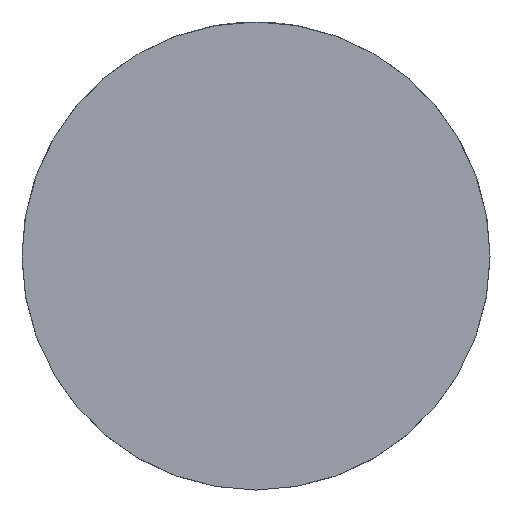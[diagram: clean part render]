
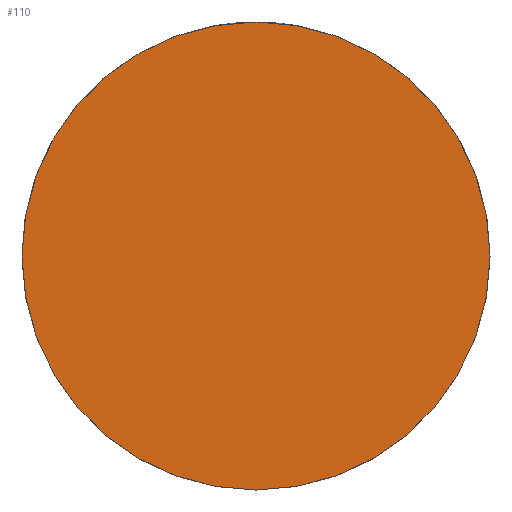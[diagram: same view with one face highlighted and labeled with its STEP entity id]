
A CAD part, front view. The second image highlights one B-rep face of the part: STEP entity #110.
In plain terms, the highlighted planar face has unit normal (0, -1, 0).
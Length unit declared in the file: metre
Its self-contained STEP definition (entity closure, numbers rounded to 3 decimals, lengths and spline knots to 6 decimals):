
#12=PLANE('',#132);
#18=CIRCLE('',#131,0.025);
#29=ORIENTED_EDGE('',*,*,#56,.T.);
#56=EDGE_CURVE('',#70,#70,#18,.T.);
#70=VERTEX_POINT('',#191);
#93=EDGE_LOOP('',(#29));
#101=FACE_BOUND('',#93,.T.);
#110=ADVANCED_FACE('',(#101),#12,.T.);
#131=AXIS2_PLACEMENT_3D('',#190,#148,#149);
#132=AXIS2_PLACEMENT_3D('',#192,#150,#151);
#148=DIRECTION('',(0.,-1.,0.));
#149=DIRECTION('',(0.,0.,-1.));
#150=DIRECTION('',(0.,-1.,0.));
#151=DIRECTION('',(1.,0.,0.));
#190=CARTESIAN_POINT('',(0.,-0.1,0.));
#191=CARTESIAN_POINT('',(0.,-0.1,-0.025));
#192=CARTESIAN_POINT('',(0.,-0.1,0.));
